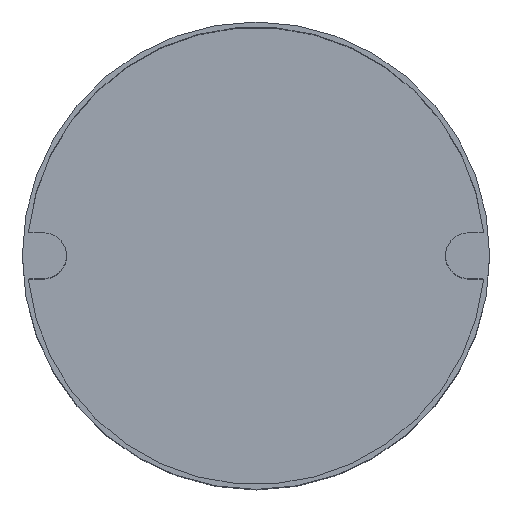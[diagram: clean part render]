
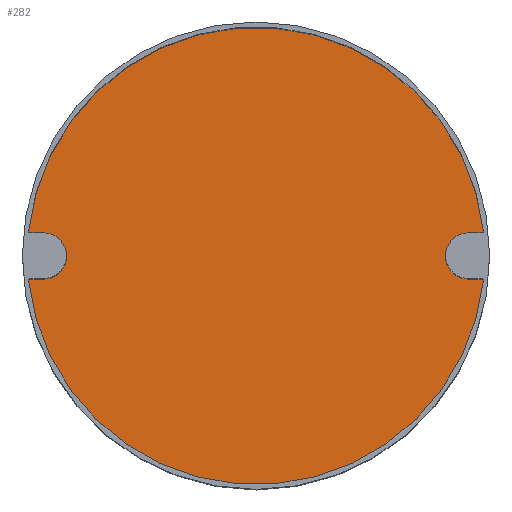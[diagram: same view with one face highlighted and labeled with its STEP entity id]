
A CAD part, top view. The second image highlights one B-rep face of the part: STEP entity #282.
In plain terms, the highlighted planar face has unit normal (0, 0, 1).
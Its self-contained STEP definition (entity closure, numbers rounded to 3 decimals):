
#21=PLANE('',#330);
#37=FACE_OUTER_BOUND('',#54,.T.);
#54=EDGE_LOOP('',(#246,#247,#248,#249,#250,#251,#252,#253,#254,#255,#256,
#257));
#59=LINE('',#441,#80);
#63=LINE('',#453,#84);
#69=LINE('',#477,#90);
#73=LINE('',#489,#94);
#80=VECTOR('',#351,10.);
#84=VECTOR('',#363,10.);
#90=VECTOR('',#389,10.);
#94=VECTOR('',#401,10.);
#98=CIRCLE('',#299,35.);
#100=CIRCLE('',#302,0.2);
#102=CIRCLE('',#306,3.5);
#104=CIRCLE('',#310,0.2);
#106=CIRCLE('',#313,35.);
#108=CIRCLE('',#316,0.2);
#110=CIRCLE('',#320,3.5);
#112=CIRCLE('',#324,0.2);
#116=VERTEX_POINT('',#425);
#117=VERTEX_POINT('',#426);
#120=VERTEX_POINT('',#434);
#122=VERTEX_POINT('',#440);
#124=VERTEX_POINT('',#446);
#126=VERTEX_POINT('',#452);
#128=VERTEX_POINT('',#458);
#130=VERTEX_POINT('',#464);
#132=VERTEX_POINT('',#470);
#134=VERTEX_POINT('',#476);
#136=VERTEX_POINT('',#482);
#138=VERTEX_POINT('',#488);
#142=EDGE_CURVE('',#116,#117,#98,.T.);
#146=EDGE_CURVE('',#117,#120,#100,.T.);
#149=EDGE_CURVE('',#120,#122,#59,.T.);
#152=EDGE_CURVE('',#122,#124,#102,.T.);
#155=EDGE_CURVE('',#124,#126,#63,.T.);
#158=EDGE_CURVE('',#126,#128,#104,.T.);
#161=EDGE_CURVE('',#128,#130,#106,.T.);
#164=EDGE_CURVE('',#130,#132,#108,.T.);
#167=EDGE_CURVE('',#132,#134,#69,.T.);
#170=EDGE_CURVE('',#134,#136,#110,.T.);
#173=EDGE_CURVE('',#136,#138,#73,.T.);
#176=EDGE_CURVE('',#138,#116,#112,.T.);
#246=ORIENTED_EDGE('',*,*,#142,.T.);
#247=ORIENTED_EDGE('',*,*,#146,.T.);
#248=ORIENTED_EDGE('',*,*,#149,.T.);
#249=ORIENTED_EDGE('',*,*,#152,.T.);
#250=ORIENTED_EDGE('',*,*,#155,.T.);
#251=ORIENTED_EDGE('',*,*,#158,.T.);
#252=ORIENTED_EDGE('',*,*,#161,.T.);
#253=ORIENTED_EDGE('',*,*,#164,.T.);
#254=ORIENTED_EDGE('',*,*,#167,.T.);
#255=ORIENTED_EDGE('',*,*,#170,.T.);
#256=ORIENTED_EDGE('',*,*,#173,.T.);
#257=ORIENTED_EDGE('',*,*,#176,.T.);
#282=ADVANCED_FACE('',(#37),#21,.T.);
#299=AXIS2_PLACEMENT_3D('',#427,#336,#337);
#302=AXIS2_PLACEMENT_3D('',#435,#344,#345);
#306=AXIS2_PLACEMENT_3D('',#447,#356,#357);
#310=AXIS2_PLACEMENT_3D('',#459,#368,#369);
#313=AXIS2_PLACEMENT_3D('',#465,#375,#376);
#316=AXIS2_PLACEMENT_3D('',#471,#382,#383);
#320=AXIS2_PLACEMENT_3D('',#483,#394,#395);
#324=AXIS2_PLACEMENT_3D('',#494,#406,#407);
#330=AXIS2_PLACEMENT_3D('',#503,#419,#420);
#336=DIRECTION('center_axis',(0.,0.,1.));
#337=DIRECTION('ref_axis',(-0.994,-0.106,0.));
#344=DIRECTION('center_axis',(0.,0.,1.));
#345=DIRECTION('ref_axis',(0.994,-0.106,0.));
#351=DIRECTION('',(-1.,0.,0.));
#356=DIRECTION('center_axis',(0.,0.,-1.));
#357=DIRECTION('ref_axis',(0.,1.,0.));
#363=DIRECTION('',(1.,0.,0.));
#368=DIRECTION('center_axis',(0.,0.,1.));
#369=DIRECTION('ref_axis',(0.,-1.,0.));
#375=DIRECTION('center_axis',(0.,0.,1.));
#376=DIRECTION('ref_axis',(0.994,0.106,0.));
#382=DIRECTION('center_axis',(0.,0.,1.));
#383=DIRECTION('ref_axis',(-0.994,0.106,0.));
#389=DIRECTION('',(1.,0.,0.));
#394=DIRECTION('center_axis',(0.,0.,-1.));
#395=DIRECTION('ref_axis',(0.,-1.,0.));
#401=DIRECTION('',(-1.,0.,0.));
#406=DIRECTION('center_axis',(0.,0.,1.));
#407=DIRECTION('ref_axis',(0.,1.,0.));
#419=DIRECTION('center_axis',(0.,0.,1.));
#420=DIRECTION('ref_axis',(1.,0.,0.));
#425=CARTESIAN_POINT('',(-34.802,-3.721,0.));
#426=CARTESIAN_POINT('',(34.802,-3.721,0.));
#427=CARTESIAN_POINT('Origin',(0.,0.,0.));
#434=CARTESIAN_POINT('',(34.603,-3.5,0.));
#435=CARTESIAN_POINT('Origin',(34.603,-3.7,0.));
#440=CARTESIAN_POINT('',(32.5,-3.5,0.));
#441=CARTESIAN_POINT('',(16.25,-3.5,0.));
#446=CARTESIAN_POINT('',(32.5,3.5,0.));
#447=CARTESIAN_POINT('Origin',(32.5,0.,0.));
#452=CARTESIAN_POINT('',(34.603,3.5,0.));
#453=CARTESIAN_POINT('',(17.301,3.5,0.));
#458=CARTESIAN_POINT('',(34.802,3.721,0.));
#459=CARTESIAN_POINT('Origin',(34.603,3.7,0.));
#464=CARTESIAN_POINT('',(-34.802,3.721,0.));
#465=CARTESIAN_POINT('Origin',(0.,0.,0.));
#470=CARTESIAN_POINT('',(-34.603,3.5,0.));
#471=CARTESIAN_POINT('Origin',(-34.603,3.7,0.));
#476=CARTESIAN_POINT('',(-32.5,3.5,0.));
#477=CARTESIAN_POINT('',(-16.25,3.5,0.));
#482=CARTESIAN_POINT('',(-32.5,-3.5,0.));
#483=CARTESIAN_POINT('Origin',(-32.5,0.,0.));
#488=CARTESIAN_POINT('',(-34.603,-3.5,0.));
#489=CARTESIAN_POINT('',(-17.301,-3.5,0.));
#494=CARTESIAN_POINT('Origin',(-34.603,-3.7,0.));
#503=CARTESIAN_POINT('Origin',(0.,0.,0.));
